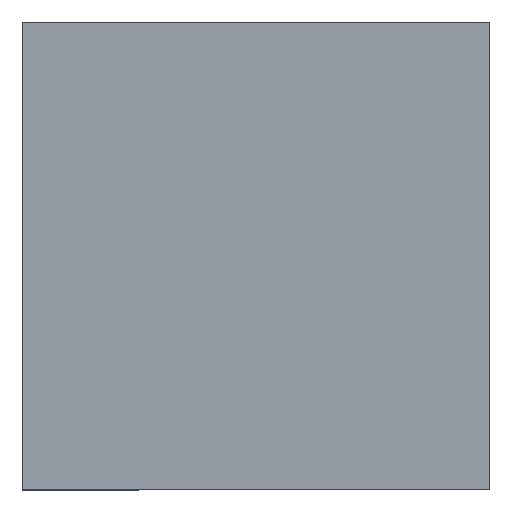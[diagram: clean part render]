
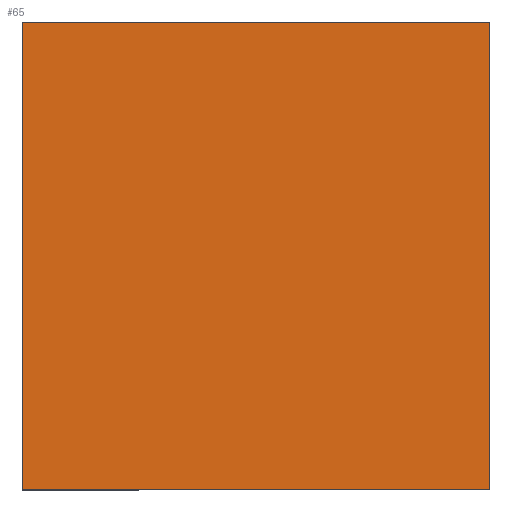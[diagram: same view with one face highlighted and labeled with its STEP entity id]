
A CAD part, left-side view. The second image highlights one B-rep face of the part: STEP entity #65.
In plain terms, the highlighted face is planar.
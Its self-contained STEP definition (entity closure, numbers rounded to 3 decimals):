
#4 = ORIENTED_EDGE ( 'NONE', *, *, #173, .F. ) ;
#11 = FACE_OUTER_BOUND ( 'NONE', #48, .T. ) ;
#18 = AXIS2_PLACEMENT_3D ( 'NONE', #72, #92, #90 ) ;
#30 = CARTESIAN_POINT ( 'NONE',  ( 0., 0., 0. ) ) ;
#34 = VECTOR ( 'NONE', #74, 1000. ) ;
#37 = LINE ( 'NONE', #193, #91 ) ;
#48 = EDGE_LOOP ( 'NONE', ( #161, #117, #4, #71 ) ) ;
#53 = VERTEX_POINT ( 'NONE', #30 ) ;
#54 = VERTEX_POINT ( 'NONE', #186 ) ;
#65 = ADVANCED_FACE ( 'NONE', ( #11 ), #129, .F. ) ;
#71 = ORIENTED_EDGE ( 'NONE', *, *, #107, .T. ) ;
#72 = CARTESIAN_POINT ( 'NONE',  ( 25., 25., 0. ) ) ;
#74 = DIRECTION ( 'NONE',  ( -1., 0., 0. ) ) ;
#80 = LINE ( 'NONE', #254, #231 ) ;
#87 = VERTEX_POINT ( 'NONE', #108 ) ;
#90 = DIRECTION ( 'NONE',  ( -1., 0., 0. ) ) ;
#91 = VECTOR ( 'NONE', #109, 1000. ) ;
#92 = DIRECTION ( 'NONE',  ( 0., 0., -1. ) ) ;
#101 = DIRECTION ( 'NONE',  ( 0., -1., 0. ) ) ;
#107 = EDGE_CURVE ( 'NONE', #124, #54, #37, .T. ) ;
#108 = CARTESIAN_POINT ( 'NONE',  ( 25., 0., 0. ) ) ;
#109 = DIRECTION ( 'NONE',  ( -1., 0., 0. ) ) ;
#117 = ORIENTED_EDGE ( 'NONE', *, *, #151, .F. ) ;
#124 = VERTEX_POINT ( 'NONE', #215 ) ;
#129 = PLANE ( 'NONE',  #18 ) ;
#151 = EDGE_CURVE ( 'NONE', #87, #53, #235, .T. ) ;
#161 = ORIENTED_EDGE ( 'NONE', *, *, #202, .T. ) ;
#168 = CARTESIAN_POINT ( 'NONE',  ( 25., 0., 0. ) ) ;
#173 = EDGE_CURVE ( 'NONE', #124, #87, #213, .T. ) ;
#174 = VECTOR ( 'NONE', #101, 1000. ) ;
#186 = CARTESIAN_POINT ( 'NONE',  ( 0., 25., 0. ) ) ;
#193 = CARTESIAN_POINT ( 'NONE',  ( 25., 25., 0. ) ) ;
#202 = EDGE_CURVE ( 'NONE', #54, #53, #80, .T. ) ;
#213 = LINE ( 'NONE', #223, #174 ) ;
#215 = CARTESIAN_POINT ( 'NONE',  ( 25., 25., 0. ) ) ;
#221 = DIRECTION ( 'NONE',  ( 0., -1., 0. ) ) ;
#223 = CARTESIAN_POINT ( 'NONE',  ( 25., 25., 0. ) ) ;
#231 = VECTOR ( 'NONE', #221, 1000. ) ;
#235 = LINE ( 'NONE', #168, #34 ) ;
#254 = CARTESIAN_POINT ( 'NONE',  ( 0., 25., 0. ) ) ;
